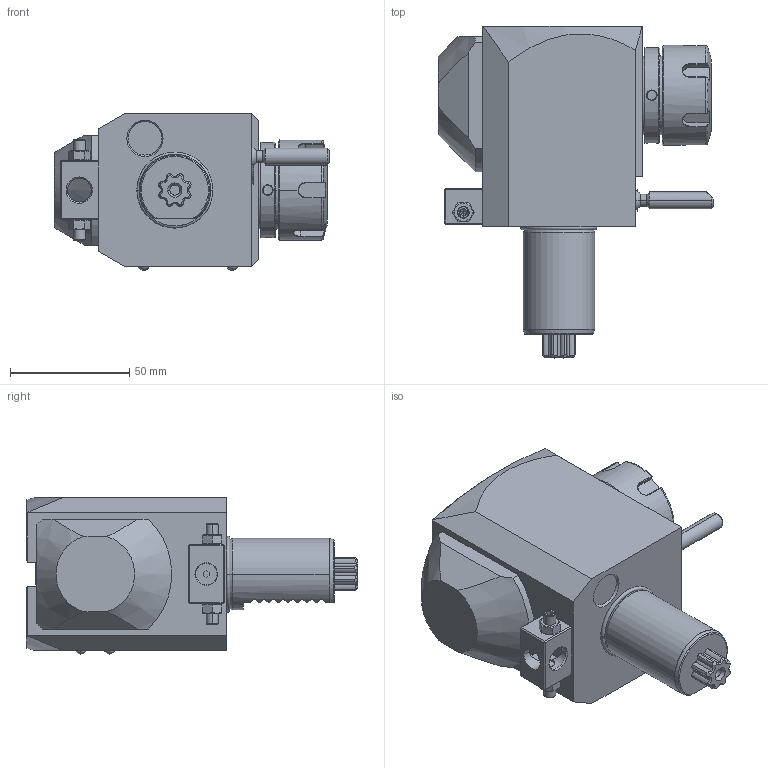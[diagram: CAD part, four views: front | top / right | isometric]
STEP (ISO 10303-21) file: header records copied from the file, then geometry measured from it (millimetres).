
FILE_DESCRIPTION((''),'2;1');
FILE_NAME('NGT1_30_211_25_2_1_55','2017-03-10T',('vali'),('NOVA GRUP'),'PRO/ENGINEER BY PARAMETRIC TECHNOLOGY CORPORATION, 2010280','PRO/ENGINEER BY PARAMETRIC TECHNOLOGY CORPORATION, 2010280','');
FILE_SCHEMA(('CONFIG_CONTROL_DESIGN'));
Length unit declared in the file: millimetre
Products named in the file (1): NGT1_30_211_25_2_1_55
Bounding box: 115.38 x 139 x 65.6 mm (x, y, z)
Volume: 451224.5 mm3; surface area: 45754.1 mm2
Topology: 1 solids, 1 shells, 439 faces, 1110 edges, 684 vertices
Faces by surface type: plane 172, cylinder 114, cone 79, bspline 56, torus 12, sphere 6
Entity records: 18964 total; most frequent: CARTESIAN_POINT 9128, ORIENTED_EDGE 2188, DIRECTION 1770, EDGE_CURVE 1094, VERTEX_POINT 684, AXIS2_PLACEMENT_3D 628, VECTOR 514, LINE 514
